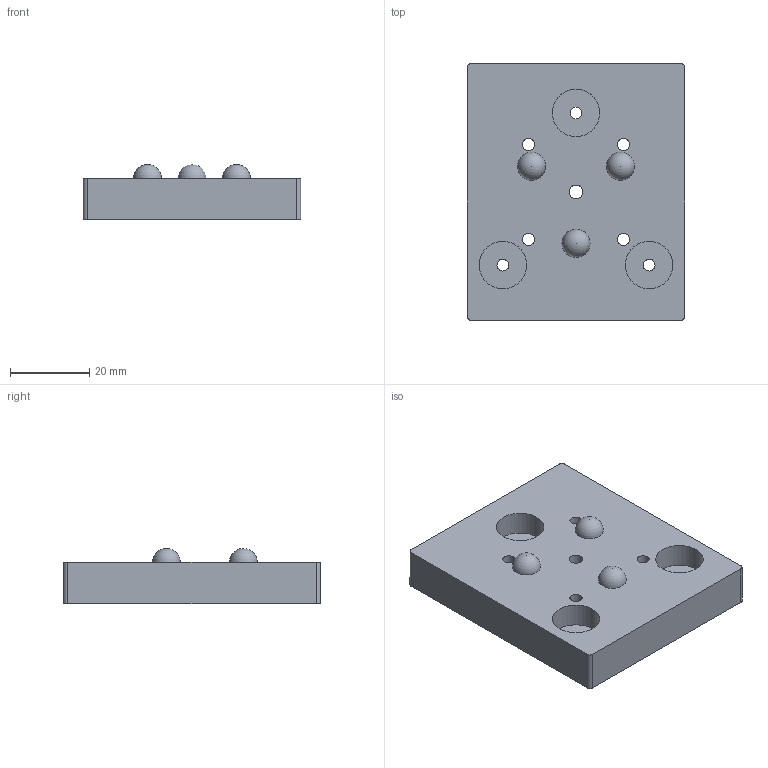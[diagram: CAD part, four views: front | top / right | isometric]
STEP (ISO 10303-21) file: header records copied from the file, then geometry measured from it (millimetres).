
FILE_DESCRIPTION(/* description */ (''),/* implementation_level */ '2;1');
FILE_NAME(/* name */ 'adapter.step',/* time_stamp */ '2025-06-22T19:20:34-04:00',/* author */ (''),/* organization */ (''),/* preprocessor_version */ 'ST-DEVELOPER v20.1',/* originating_system */ 'Autodesk Translation Framework v14.4.0.0',/* authorisation */ '');
FILE_SCHEMA (('AUTOMOTIVE_DESIGN { 1 0 10303 214 3 1 1 }'));
Length unit declared in the file: millimetre
Products named in the file (3): Extruder Mount; X Carriage; Component13
Assembly tree (2 placements, depth 3):
  Extruder Mount
    X Carriage
      Component13
Bounding box: 55 x 65 x 13.95 mm (x, y, z)
Volume: 34695.9 mm3; surface area: 11049 mm2
Topology: 1 solids, 1 shells, 40 faces, 96 edges, 62 vertices
Faces by surface type: plane 22, cylinder 15, sphere 3
Full cylindrical faces by diameter (mm): 3 x3, 3.05 x4, 3.5 x1, 12 x3
Entity records: 1279 total; most frequent: DIRECTION 219, CARTESIAN_POINT 200, ORIENTED_EDGE 186, EDGE_CURVE 93, AXIS2_PLACEMENT_3D 81, EDGE_LOOP 63, VERTEX_POINT 62, LINE 57
